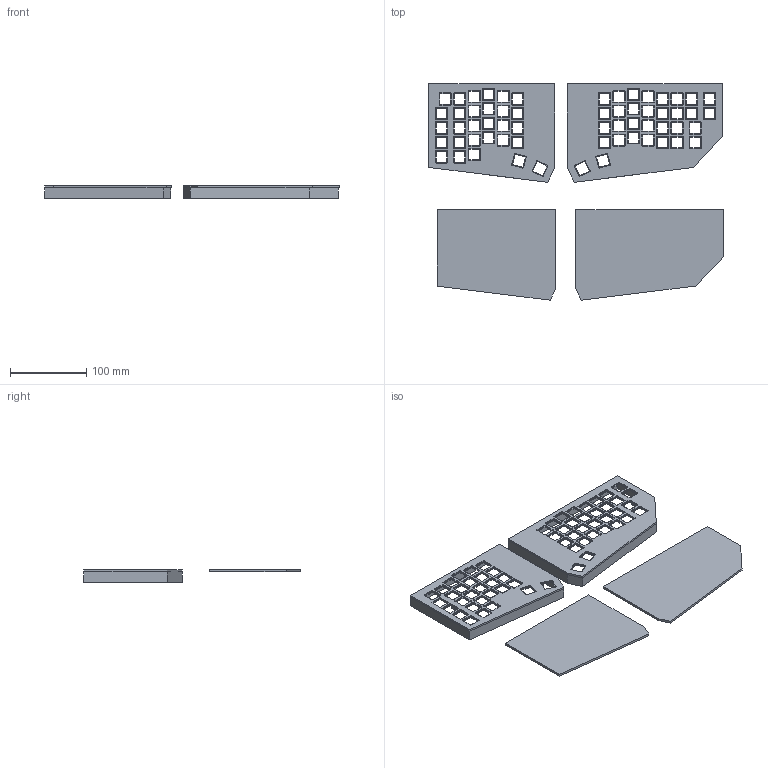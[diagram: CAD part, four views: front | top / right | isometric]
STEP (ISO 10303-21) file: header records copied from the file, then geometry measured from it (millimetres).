
FILE_DESCRIPTION(/* description */ ('STEP AP242','CAx-IF Rec.Pracs.---Representation and Presentation of Product Manufacturing Information (PMI)---4.0---2014-10-13','CAx-IF Rec.Pracs.---3D Tessellated Geometry---0.4---2014-09-14','2;1'),/* implementation_level */ '2;1');
FILE_NAME(/* name */ '645e41d030af470c88ad74f9',/* time_stamp */ '2023-05-12T13:40:34Z',/* author */ (''),/* organization */ (''),/* preprocessor_version */ 'ST-DEVELOPER v19.4',/* originating_system */ ' ',/* authorisation */ ' ');
FILE_SCHEMA (('AP242_MANAGED_MODEL_BASED_3D_ENGINEERING_MIM_LF { 1 0 10303 442 1 1 4 }'));
Length unit declared in the file: metre
Products named in the file (71): Part 69; Part 68; Part 70; Part 71; Walls right; Walls left; Lid right; Lid left; Plate right; Plate left; Switch
Bounding box: 387.11 x 284.6 x 17 mm (x, y, z)
Volume: 257203 mm3; surface area: 206976.5 mm2
Topology: 71 solids, 71 shells, 1448 faces, 3908 edges, 2606 vertices
Faces by surface type: plane 938, cylinder 510
Full cylindrical faces by diameter (mm): 4.5 x8, 5.85 x1, 5.9 x1, 9 x4
Entity records: 47683 total; most frequent: CARTESIAN_POINT 8015, DIRECTION 7950, ORIENTED_EDGE 7784, EDGE_CURVE 3892, LINE 2872, VECTOR 2872, VERTEX_POINT 2604, AXIS2_PLACEMENT_3D 2539
